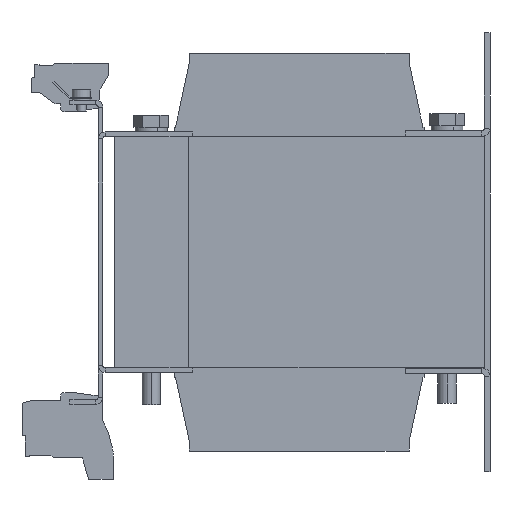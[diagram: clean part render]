
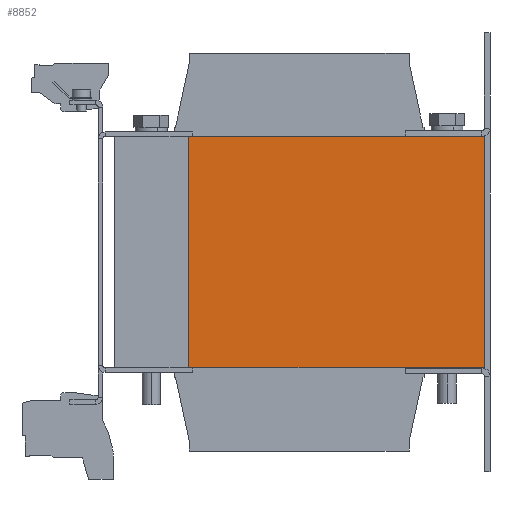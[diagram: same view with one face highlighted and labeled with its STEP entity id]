
A CAD part, left-side view. The second image highlights one B-rep face of the part: STEP entity #8852.
In plain terms, the highlighted planar face has unit normal (-1, 0, 0).
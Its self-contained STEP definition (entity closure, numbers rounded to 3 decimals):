
#79 = EDGE_CURVE ( 'NONE', #7988, #3150, #1842, .T. ) ;
#406 = EDGE_CURVE ( 'NONE', #7988, #1752, #2768, .T. ) ;
#849 = CARTESIAN_POINT ( 'NONE',  ( -96., 0., 50. ) ) ;
#1175 = VECTOR ( 'NONE', #7352, 1000. ) ;
#1214 = CARTESIAN_POINT ( 'NONE',  ( -96., 48., -50. ) ) ;
#1224 = FACE_OUTER_BOUND ( 'NONE', #2660, .T. ) ;
#1752 = VERTEX_POINT ( 'NONE', #11426 ) ;
#1816 = EDGE_CURVE ( 'NONE', #6655, #3177, #4673, .T. ) ;
#1842 = LINE ( 'NONE', #5387, #12484 ) ;
#2207 = LINE ( 'NONE', #8036, #6517 ) ;
#2545 = VECTOR ( 'NONE', #6735, 1000. ) ;
#2660 = EDGE_LOOP ( 'NONE', ( #3712, #2930, #9773, #3765, #12047, #7837 ) ) ;
#2700 = EDGE_CURVE ( 'NONE', #8876, #3177, #4654, .T. ) ;
#2768 = LINE ( 'NONE', #849, #6310 ) ;
#2930 = ORIENTED_EDGE ( 'NONE', *, *, #1816, .T. ) ;
#3150 = VERTEX_POINT ( 'NONE', #1214 ) ;
#3177 = VERTEX_POINT ( 'NONE', #3398 ) ;
#3386 = DIRECTION ( 'NONE',  ( 0., 1., 0. ) ) ;
#3398 = CARTESIAN_POINT ( 'NONE',  ( -96., -80., -50. ) ) ;
#3519 = CARTESIAN_POINT ( 'NONE',  ( -96., -80., 50. ) ) ;
#3583 = DIRECTION ( 'NONE',  ( 0., 0., -1. ) ) ;
#3712 = ORIENTED_EDGE ( 'NONE', *, *, #10724, .T. ) ;
#3765 = ORIENTED_EDGE ( 'NONE', *, *, #7609, .F. ) ;
#4407 = PLANE ( 'NONE',  #10812 ) ;
#4654 = LINE ( 'NONE', #6495, #12364 ) ;
#4673 = LINE ( 'NONE', #11679, #2545 ) ;
#5384 = DIRECTION ( 'NONE',  ( 1., 0., 0. ) ) ;
#5387 = CARTESIAN_POINT ( 'NONE',  ( -96., 48., 50. ) ) ;
#6310 = VECTOR ( 'NONE', #6796, 1000. ) ;
#6313 = CARTESIAN_POINT ( 'NONE',  ( -96., 0., -50. ) ) ;
#6495 = CARTESIAN_POINT ( 'NONE',  ( -96., -80., 50. ) ) ;
#6517 = VECTOR ( 'NONE', #11858, 1000. ) ;
#6655 = VERTEX_POINT ( 'NONE', #12465 ) ;
#6735 = DIRECTION ( 'NONE',  ( 0., -1., 0. ) ) ;
#6796 = DIRECTION ( 'NONE',  ( 0., -1., 0. ) ) ;
#6830 = CARTESIAN_POINT ( 'NONE',  ( -96., 48., 50. ) ) ;
#7352 = DIRECTION ( 'NONE',  ( 0., -1., 0. ) ) ;
#7609 = EDGE_CURVE ( 'NONE', #1752, #8876, #2207, .T. ) ;
#7837 = ORIENTED_EDGE ( 'NONE', *, *, #79, .T. ) ;
#7988 = VERTEX_POINT ( 'NONE', #6830 ) ;
#8036 = CARTESIAN_POINT ( 'NONE',  ( -96., 0., 50. ) ) ;
#8433 = LINE ( 'NONE', #6313, #1175 ) ;
#8852 = ADVANCED_FACE ( 'NONE', ( #1224 ), #4407, .F. ) ;
#8876 = VERTEX_POINT ( 'NONE', #3519 ) ;
#9350 = CARTESIAN_POINT ( 'NONE',  ( -96., 0., 50. ) ) ;
#9352 = DIRECTION ( 'NONE',  ( 0., 0., -1. ) ) ;
#9773 = ORIENTED_EDGE ( 'NONE', *, *, #2700, .F. ) ;
#10724 = EDGE_CURVE ( 'NONE', #3150, #6655, #8433, .T. ) ;
#10812 = AXIS2_PLACEMENT_3D ( 'NONE', #9350, #5384, #3386 ) ;
#11426 = CARTESIAN_POINT ( 'NONE',  ( -96., 46.001, 50. ) ) ;
#11679 = CARTESIAN_POINT ( 'NONE',  ( -96., 0., -50. ) ) ;
#11858 = DIRECTION ( 'NONE',  ( 0., -1., 0. ) ) ;
#12047 = ORIENTED_EDGE ( 'NONE', *, *, #406, .F. ) ;
#12364 = VECTOR ( 'NONE', #3583, 1000. ) ;
#12465 = CARTESIAN_POINT ( 'NONE',  ( -96., 46.001, -50. ) ) ;
#12484 = VECTOR ( 'NONE', #9352, 1000. ) ;
